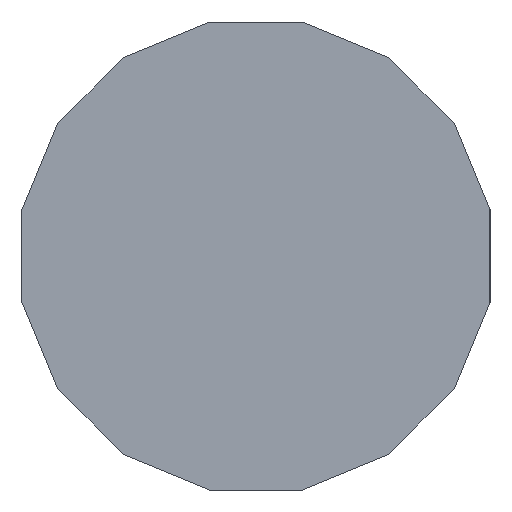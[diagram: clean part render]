
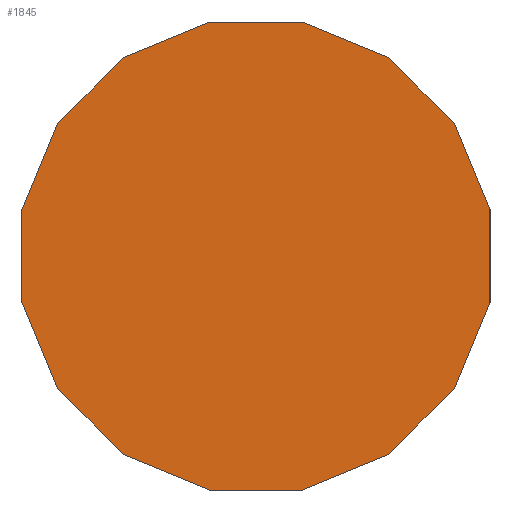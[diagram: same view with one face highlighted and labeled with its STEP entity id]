
A CAD part, left-side view. The second image highlights one B-rep face of the part: STEP entity #1845.
In plain terms, the highlighted planar face has unit normal (-1, 0, 0).
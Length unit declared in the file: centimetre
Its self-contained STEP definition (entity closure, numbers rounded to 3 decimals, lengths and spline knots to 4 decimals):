
#100=FACE_OUTER_BOUND($,#202,.T.);
#202=EDGE_LOOP($,(#1549,#1550,#1551,#1552,#1553,#1554,#1555,#1556,#1557,
#1558,#1559,#1560,#1561,#1562,#1563,#1564));
#255=LINE($,#2498,#511);
#257=LINE($,#2502,#513);
#259=LINE($,#2506,#515);
#261=LINE($,#2510,#517);
#263=LINE($,#2514,#519);
#265=LINE($,#2518,#521);
#267=LINE($,#2522,#523);
#269=LINE($,#2526,#525);
#271=LINE($,#2530,#527);
#273=LINE($,#2534,#529);
#275=LINE($,#2538,#531);
#277=LINE($,#2542,#533);
#279=LINE($,#2546,#535);
#281=LINE($,#2550,#537);
#283=LINE($,#2554,#539);
#284=LINE($,#2556,#540);
#511=VECTOR($,#2007,0.1014);
#513=VECTOR($,#2011,0.1014);
#515=VECTOR($,#2015,0.1014);
#517=VECTOR($,#2019,0.1014);
#519=VECTOR($,#2023,0.1014);
#521=VECTOR($,#2027,0.1014);
#523=VECTOR($,#2031,0.1014);
#525=VECTOR($,#2035,0.1014);
#527=VECTOR($,#2039,0.1014);
#529=VECTOR($,#2043,0.1014);
#531=VECTOR($,#2047,0.1014);
#533=VECTOR($,#2051,0.1014);
#535=VECTOR($,#2055,0.1014);
#537=VECTOR($,#2059,0.1014);
#539=VECTOR($,#2063,0.1014);
#540=VECTOR($,#2066,0.1014);
#765=VERTEX_POINT($,#2494);
#766=VERTEX_POINT($,#2496);
#767=VERTEX_POINT($,#2500);
#768=VERTEX_POINT($,#2504);
#769=VERTEX_POINT($,#2508);
#770=VERTEX_POINT($,#2512);
#771=VERTEX_POINT($,#2516);
#772=VERTEX_POINT($,#2520);
#773=VERTEX_POINT($,#2524);
#774=VERTEX_POINT($,#2528);
#775=VERTEX_POINT($,#2532);
#776=VERTEX_POINT($,#2536);
#777=VERTEX_POINT($,#2540);
#778=VERTEX_POINT($,#2544);
#779=VERTEX_POINT($,#2548);
#780=VERTEX_POINT($,#2552);
#927=EDGE_CURVE($,#765,#766,#255,.F.);
#929=EDGE_CURVE($,#767,#765,#257,.F.);
#931=EDGE_CURVE($,#768,#767,#259,.F.);
#933=EDGE_CURVE($,#769,#768,#261,.F.);
#935=EDGE_CURVE($,#770,#769,#263,.F.);
#937=EDGE_CURVE($,#771,#770,#265,.F.);
#939=EDGE_CURVE($,#772,#771,#267,.F.);
#941=EDGE_CURVE($,#773,#772,#269,.F.);
#943=EDGE_CURVE($,#774,#773,#271,.F.);
#945=EDGE_CURVE($,#775,#774,#273,.F.);
#947=EDGE_CURVE($,#776,#775,#275,.F.);
#949=EDGE_CURVE($,#777,#776,#277,.F.);
#951=EDGE_CURVE($,#778,#777,#279,.F.);
#953=EDGE_CURVE($,#779,#778,#281,.F.);
#955=EDGE_CURVE($,#780,#779,#283,.F.);
#956=EDGE_CURVE($,#766,#780,#284,.F.);
#1549=ORIENTED_EDGE($,*,*,#956,.T.);
#1550=ORIENTED_EDGE($,*,*,#955,.T.);
#1551=ORIENTED_EDGE($,*,*,#953,.T.);
#1552=ORIENTED_EDGE($,*,*,#951,.T.);
#1553=ORIENTED_EDGE($,*,*,#949,.T.);
#1554=ORIENTED_EDGE($,*,*,#947,.T.);
#1555=ORIENTED_EDGE($,*,*,#945,.T.);
#1556=ORIENTED_EDGE($,*,*,#943,.T.);
#1557=ORIENTED_EDGE($,*,*,#941,.T.);
#1558=ORIENTED_EDGE($,*,*,#939,.T.);
#1559=ORIENTED_EDGE($,*,*,#937,.T.);
#1560=ORIENTED_EDGE($,*,*,#935,.T.);
#1561=ORIENTED_EDGE($,*,*,#933,.T.);
#1562=ORIENTED_EDGE($,*,*,#931,.T.);
#1563=ORIENTED_EDGE($,*,*,#929,.T.);
#1564=ORIENTED_EDGE($,*,*,#927,.T.);
#1744=PLANE($,#1949);
#1845=ADVANCED_FACE($,(#100),#1744,.F.);
#1949=AXIS2_PLACEMENT_3D($,#2879,#2359,#2360);
#2007=DIRECTION($,(0.,-0.924,-0.383));
#2011=DIRECTION($,(0.,-0.707,-0.707));
#2015=DIRECTION($,(0.,-0.383,-0.924));
#2019=DIRECTION($,(0.,0.,-1.));
#2023=DIRECTION($,(0.,0.383,-0.924));
#2027=DIRECTION($,(0.,0.707,-0.707));
#2031=DIRECTION($,(0.,0.924,-0.383));
#2035=DIRECTION($,(0.,1.,0.));
#2039=DIRECTION($,(0.,0.924,0.383));
#2043=DIRECTION($,(0.,0.707,0.707));
#2047=DIRECTION($,(0.,0.383,0.924));
#2051=DIRECTION($,(0.,0.,1.));
#2055=DIRECTION($,(0.,-0.383,0.924));
#2059=DIRECTION($,(0.,-0.707,0.707));
#2063=DIRECTION($,(0.,-0.924,0.383));
#2066=DIRECTION($,(0.,-1.,0.));
#2359=DIRECTION('center_axis',(1.,0.,0.));
#2360=DIRECTION('ref_axis',(0.,0.,-1.));
#2494=CARTESIAN_POINT('',(-1.3,-0.1444,0.2162));
#2496=CARTESIAN_POINT('',(-1.3,-0.0507,0.255));
#2498=CARTESIAN_POINT($,(-1.3,-0.0976,0.2356));
#2500=CARTESIAN_POINT('',(-1.3,-0.2162,0.1444));
#2502=CARTESIAN_POINT($,(-1.3,-0.1803,0.1803));
#2504=CARTESIAN_POINT('',(-1.3,-0.255,0.0507));
#2506=CARTESIAN_POINT($,(-1.3,-0.2356,0.0976));
#2508=CARTESIAN_POINT('',(-1.3,-0.255,-0.0507));
#2510=CARTESIAN_POINT($,(-1.3,-0.255,0.));
#2512=CARTESIAN_POINT('',(-1.3,-0.2162,-0.1444));
#2514=CARTESIAN_POINT($,(-1.3,-0.2356,-0.0976));
#2516=CARTESIAN_POINT('',(-1.3,-0.1444,-0.2162));
#2518=CARTESIAN_POINT($,(-1.3,-0.1803,-0.1803));
#2520=CARTESIAN_POINT('',(-1.3,-0.0507,-0.255));
#2522=CARTESIAN_POINT($,(-1.3,-0.0976,-0.2356));
#2524=CARTESIAN_POINT('',(-1.3,0.0507,-0.255));
#2526=CARTESIAN_POINT($,(-1.3,0.,-0.255));
#2528=CARTESIAN_POINT('',(-1.3,0.1444,-0.2162));
#2530=CARTESIAN_POINT($,(-1.3,0.0976,-0.2356));
#2532=CARTESIAN_POINT('',(-1.3,0.2162,-0.1444));
#2534=CARTESIAN_POINT($,(-1.3,0.1803,-0.1803));
#2536=CARTESIAN_POINT('',(-1.3,0.255,-0.0507));
#2538=CARTESIAN_POINT($,(-1.3,0.2356,-0.0976));
#2540=CARTESIAN_POINT('',(-1.3,0.255,0.0507));
#2542=CARTESIAN_POINT($,(-1.3,0.255,0.));
#2544=CARTESIAN_POINT('',(-1.3,0.2162,0.1444));
#2546=CARTESIAN_POINT($,(-1.3,0.2356,0.0976));
#2548=CARTESIAN_POINT('',(-1.3,0.1444,0.2162));
#2550=CARTESIAN_POINT($,(-1.3,0.1803,0.1803));
#2552=CARTESIAN_POINT('',(-1.3,0.0507,0.255));
#2554=CARTESIAN_POINT($,(-1.3,0.0976,0.2356));
#2556=CARTESIAN_POINT($,(-1.3,0.,0.255));
#2879=CARTESIAN_POINT('Origin',(-1.3,0.,0.));
